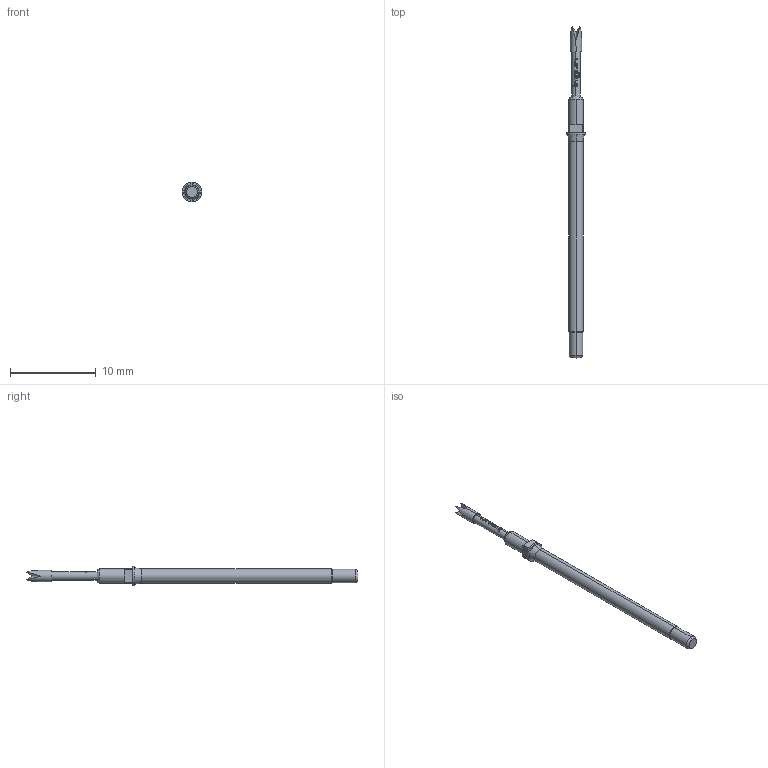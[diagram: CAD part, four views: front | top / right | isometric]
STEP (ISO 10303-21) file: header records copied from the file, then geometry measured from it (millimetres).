
FILE_DESCRIPTION (( 'STEP AP203' ), '1' );
FILE_NAME ('INGUN_GKS-112_214_130_X_xx05_M_0.STEP', '2019-01-22T11:24:53', ( '' ), ( '' ), 'SwSTEP 2.0', 'SolidWorks 2018', '' );
FILE_SCHEMA (( 'CONFIG_CONTROL_DESIGN' ));
Length unit declared in the file: millimetre
Products named in the file (1): INGUN_GKS-112_214_130_X_xx05_M_0
Bounding box: 2.3 x 38.8 x 2.3 mm (x, y, z)
Volume: 73.6 mm3; surface area: 196.7 mm2
Topology: 1 solids, 1 shells, 125 faces, 334 edges, 215 vertices
Faces by surface type: plane 63, cylinder 31, bspline 23, cone 6, torus 2
Entity records: 4948 total; most frequent: CARTESIAN_POINT 2259, ORIENTED_EDGE 668, DIRECTION 350, EDGE_CURVE 334, B_SPLINE_CURVE_WITH_KNOTS 222, VERTEX_POINT 215, AXIS2_PLACEMENT_3D 143, EDGE_LOOP 129
